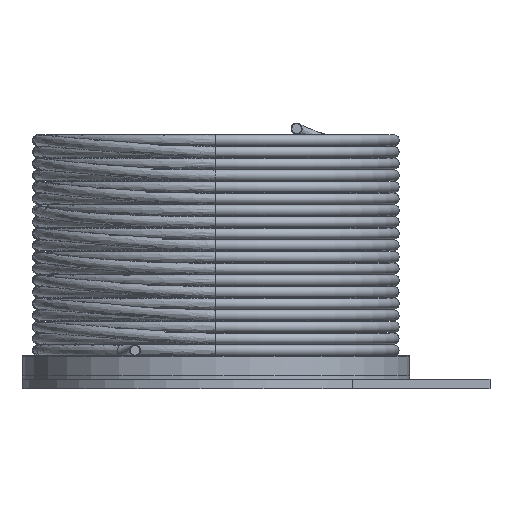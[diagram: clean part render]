
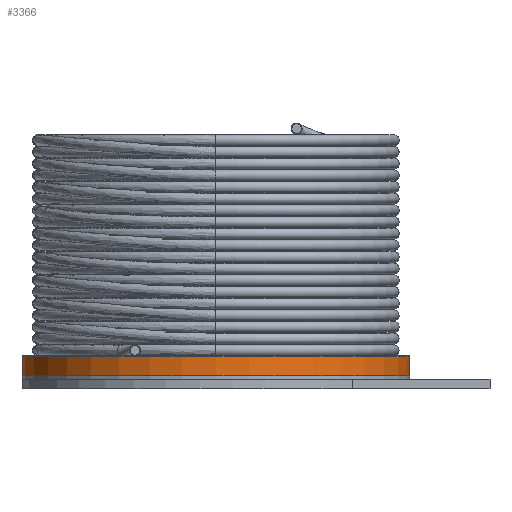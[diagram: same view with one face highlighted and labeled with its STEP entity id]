
A CAD part, front view. The second image highlights one B-rep face of the part: STEP entity #3366.
In plain terms, the highlighted cylindrical face has radius 3 mm (diameter 6 mm), a full revolution.
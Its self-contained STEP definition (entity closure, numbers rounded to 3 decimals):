
#324=CYLINDRICAL_SURFACE('',#5484,3.);
#944=ORIENTED_EDGE('',*,*,#1326,.T.);
#945=ORIENTED_EDGE('',*,*,#1327,.F.);
#1326=EDGE_CURVE('',#1654,#1654,#1931,.T.);
#1327=EDGE_CURVE('',#1655,#1655,#1932,.T.);
#1654=VERTEX_POINT('',#15936);
#1655=VERTEX_POINT('',#15939);
#1931=CIRCLE('',#5481,3.);
#1932=CIRCLE('',#5483,3.);
#2482=EDGE_LOOP('',(#944));
#2483=EDGE_LOOP('',(#945));
#3058=FACE_BOUND('',#2482,.T.);
#3059=FACE_BOUND('',#2483,.T.);
#3366=ADVANCED_FACE('',(#3058,#3059),#324,.T.);
#5481=AXIS2_PLACEMENT_3D('',#15935,#6261,#6262);
#5483=AXIS2_PLACEMENT_3D('',#15938,#6265,#6266);
#5484=AXIS2_PLACEMENT_3D('',#15940,#6267,#6268);
#6261=DIRECTION('',(0.,0.,-1.));
#6262=DIRECTION('',(1.,0.,0.));
#6265=DIRECTION('',(0.,0.,-1.));
#6266=DIRECTION('',(1.,0.,0.));
#6267=DIRECTION('',(0.,0.,1.));
#6268=DIRECTION('',(1.,0.,0.));
#15935=CARTESIAN_POINT('',(0.,0.,-0.012));
#15936=CARTESIAN_POINT('',(3.,0.,-0.012));
#15938=CARTESIAN_POINT('',(0.,0.,-0.312));
#15939=CARTESIAN_POINT('',(3.,0.,-0.312));
#15940=CARTESIAN_POINT('',(0.,0.,-0.312));
